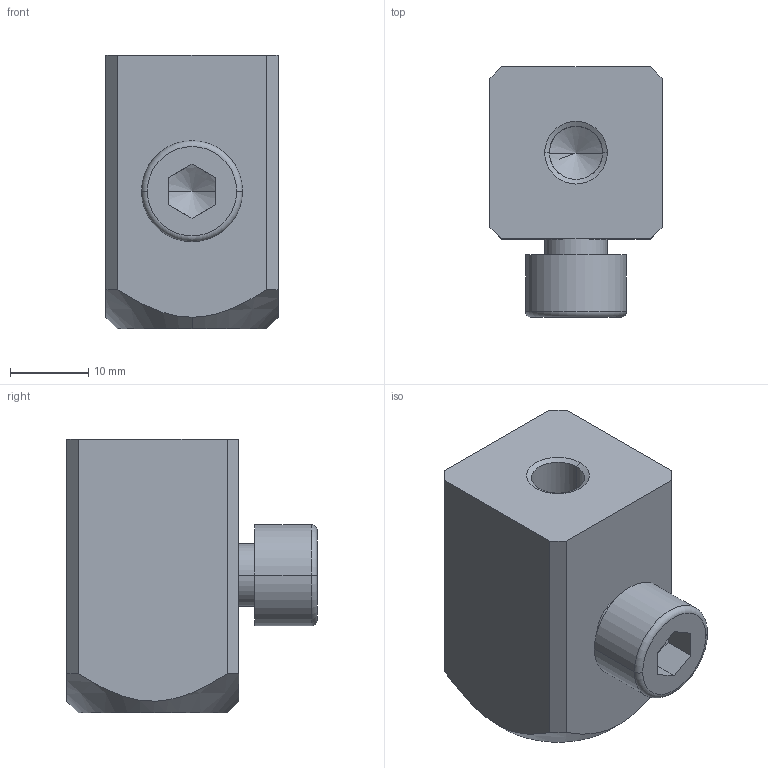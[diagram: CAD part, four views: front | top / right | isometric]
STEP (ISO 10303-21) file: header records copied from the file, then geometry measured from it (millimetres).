
FILE_DESCRIPTION(('Creo Elements/Direct Modeling STEP Export'),'2;1');
FILE_NAME('55.0115_Gewindeeinsatz-MMS-55_M8.stp','2022-03-21T 8:06:37',(''),(''),'PTC Creo Elements/Direct Modeling STEP processor for AP214 (Solid Model)','PTC Creo Elements/Direct Modeling 19.0C 15-Aug-2015 (C) Parametric Technology GmbH','');
FILE_SCHEMA(('AUTOMOTIVE_DESIGN { 1 0 10303 214 1 1 1 1 }'));
Length unit declared in the file: millimetre
Products named in the file (3): Gewindeeinsatz-MMS-55_M8_96.5007_PX176041; Spannschraube-MMS-4455_Verbinder_96.01; 327218-1644901564-10e7c6305d1b-02568139
Assembly tree (2 placements, depth 2):
  327218-1644901564-10e7c6305d1b-02568139
    Spannschraube-MMS-4455_Verbinder_96.01
    Gewindeeinsatz-MMS-55_M8_96.5007_PX176041
Bounding box: 22 x 32 x 35 mm (x, y, z)
Volume: 16560.2 mm3; surface area: 5199 mm2
Topology: 2 solids, 2 shells, 57 faces, 138 edges, 83 vertices
Faces by surface type: plane 21, cylinder 20, cone 14, torus 2
Entity records: 2153 total; most frequent: CARTESIAN_POINT 835, ORIENTED_EDGE 268, DIRECTION 210, EDGE_CURVE 134, VERTEX_POINT 83, AXIS2_PLACEMENT_3D 74, VECTOR 62, LINE 62
